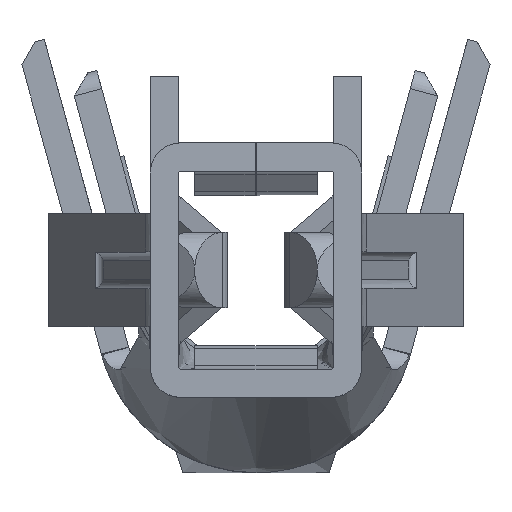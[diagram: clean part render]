
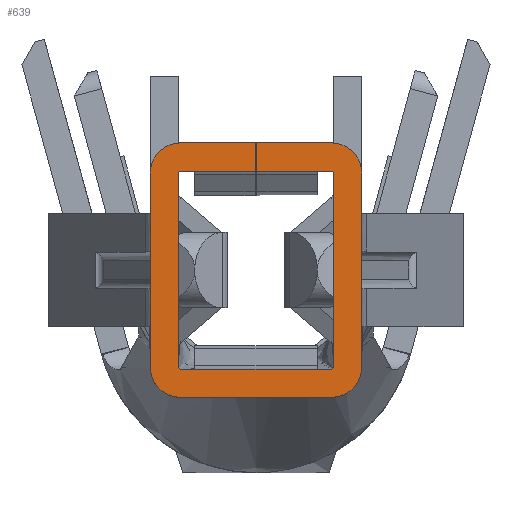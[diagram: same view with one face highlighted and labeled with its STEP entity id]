
A CAD part, front view. The second image highlights one B-rep face of the part: STEP entity #639.
In plain terms, the highlighted planar face has unit normal (0, -1, 0).
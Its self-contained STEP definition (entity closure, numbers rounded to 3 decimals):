
#639 = ADVANCED_FACE( '', ( #1398 ), #1399, .T. );
#1398 = FACE_OUTER_BOUND( '', #2716, .T. );
#1399 = PLANE( '', #2717 );
#2716 = EDGE_LOOP( '', ( #5297, #5298, #5299, #5300, #5301, #5302, #5303, #5304, #5305, #5306, #5307, #5308, #5309, #5310, #5311, #5312, #5313, #5314, #5315, #5316 ) );
#2717 = AXIS2_PLACEMENT_3D( '', #5317, #5318, #5319 );
#5297 = ORIENTED_EDGE( '', *, *, #7312, .T. );
#5298 = ORIENTED_EDGE( '', *, *, #7383, .T. );
#5299 = ORIENTED_EDGE( '', *, *, #7384, .T. );
#5300 = ORIENTED_EDGE( '', *, *, #7344, .T. );
#5301 = ORIENTED_EDGE( '', *, *, #7123, .T. );
#5302 = ORIENTED_EDGE( '', *, *, #7385, .T. );
#5303 = ORIENTED_EDGE( '', *, *, #7386, .T. );
#5304 = ORIENTED_EDGE( '', *, *, #7387, .T. );
#5305 = ORIENTED_EDGE( '', *, *, #7016, .T. );
#5306 = ORIENTED_EDGE( '', *, *, #7388, .F. );
#5307 = ORIENTED_EDGE( '', *, *, #7389, .F. );
#5308 = ORIENTED_EDGE( '', *, *, #6640, .F. );
#5309 = ORIENTED_EDGE( '', *, *, #6645, .F. );
#5310 = ORIENTED_EDGE( '', *, *, #7390, .F. );
#5311 = ORIENTED_EDGE( '', *, *, #7391, .F. );
#5312 = ORIENTED_EDGE( '', *, *, #7147, .F. );
#5313 = ORIENTED_EDGE( '', *, *, #7109, .F. );
#5314 = ORIENTED_EDGE( '', *, *, #6964, .F. );
#5315 = ORIENTED_EDGE( '', *, *, #7392, .F. );
#5316 = ORIENTED_EDGE( '', *, *, #7393, .T. );
#5317 = CARTESIAN_POINT( '', ( 0.005, 0., 0.675 ) );
#5318 = DIRECTION( '', ( 0., -1., 0. ) );
#5319 = DIRECTION( '', ( 1., 0., 0. ) );
#6640 = EDGE_CURVE( '', #7761, #7763, #7764, .F. );
#6645 = EDGE_CURVE( '', #7769, #7761, #7771, .T. );
#6964 = EDGE_CURVE( '', #8320, #8313, #8322, .F. );
#7016 = EDGE_CURVE( '', #8407, #8405, #8408, .T. );
#7109 = EDGE_CURVE( '', #8313, #8545, #8549, .T. );
#7123 = EDGE_CURVE( '', #8571, #8569, #8572, .T. );
#7147 = EDGE_CURVE( '', #8545, #8605, #8606, .F. );
#7312 = EDGE_CURVE( '', #8844, #8842, #8845, .T. );
#7344 = EDGE_CURVE( '', #8887, #8571, #8888, .T. );
#7383 = EDGE_CURVE( '', #8842, #8940, #8941, .T. );
#7384 = EDGE_CURVE( '', #8940, #8887, #8942, .T. );
#7385 = EDGE_CURVE( '', #8569, #8943, #8944, .T. );
#7386 = EDGE_CURVE( '', #8943, #8945, #8946, .T. );
#7387 = EDGE_CURVE( '', #8945, #8407, #8947, .T. );
#7388 = EDGE_CURVE( '', #8948, #8405, #8949, .T. );
#7389 = EDGE_CURVE( '', #7763, #8948, #8950, .T. );
#7390 = EDGE_CURVE( '', #8951, #7769, #8952, .F. );
#7391 = EDGE_CURVE( '', #8605, #8951, #8953, .T. );
#7392 = EDGE_CURVE( '', #8954, #8320, #8955, .T. );
#7393 = EDGE_CURVE( '', #8954, #8844, #8956, .T. );
#7761 = VERTEX_POINT( '', #9403 );
#7763 = VERTEX_POINT( '', #9406 );
#7764 = CIRCLE( '', #9407, 0.16 );
#7769 = VERTEX_POINT( '', #9414 );
#7771 = LINE( '', #9417, #9418 );
#8313 = VERTEX_POINT( '', #10478 );
#8320 = VERTEX_POINT( '', #10489 );
#8322 = CIRCLE( '', #10492, 0.16 );
#8405 = VERTEX_POINT( '', #10613 );
#8407 = VERTEX_POINT( '', #10616 );
#8408 = LINE( '', #10617, #10618 );
#8545 = VERTEX_POINT( '', #10859 );
#8549 = LINE( '', #10865, #10866 );
#8569 = VERTEX_POINT( '', #10904 );
#8571 = VERTEX_POINT( '', #10907 );
#8572 = LINE( '', #10908, #10909 );
#8605 = VERTEX_POINT( '', #10954 );
#8606 = CIRCLE( '', #10955, 0.16 );
#8842 = VERTEX_POINT( '', #11394 );
#8844 = VERTEX_POINT( '', #11397 );
#8845 = LINE( '', #11398, #11399 );
#8887 = VERTEX_POINT( '', #11475 );
#8888 = CIRCLE( '', #11476, 0.01 );
#8940 = VERTEX_POINT( '', #11556 );
#8941 = CIRCLE( '', #11557, 0.01 );
#8942 = LINE( '', #11558, #11559 );
#8943 = VERTEX_POINT( '', #11560 );
#8944 = CIRCLE( '', #11561, 0.01 );
#8945 = VERTEX_POINT( '', #11562 );
#8946 = LINE( '', #11563, #11564 );
#8947 = CIRCLE( '', #11565, 0.01 );
#8948 = VERTEX_POINT( '', #11566 );
#8949 = LINE( '', #11567, #11568 );
#8950 = LINE( '', #11569, #11570 );
#8951 = VERTEX_POINT( '', #11571 );
#8952 = CIRCLE( '', #11572, 0.16 );
#8953 = LINE( '', #11573, #11574 );
#8954 = VERTEX_POINT( '', #11575 );
#8955 = LINE( '', #11576, #11577 );
#8956 = LINE( '', #11578, #11579 );
#9403 = CARTESIAN_POINT( '', ( -0.56, 0., 0.515 ) );
#9406 = CARTESIAN_POINT( '', ( -0.4, 0., 0.675 ) );
#9407 = AXIS2_PLACEMENT_3D( '', #12191, #12192, #12193 );
#9414 = CARTESIAN_POINT( '', ( -0.56, 0., -0.515 ) );
#9417 = CARTESIAN_POINT( '', ( -0.56, 0., -0.675 ) );
#9418 = VECTOR( '', #12197, 1000. );
#10478 = CARTESIAN_POINT( '', ( 0.56, 0., 0.515 ) );
#10489 = CARTESIAN_POINT( '', ( 0.4, 0., 0.675 ) );
#10492 = AXIS2_PLACEMENT_3D( '', #12506, #12507, #12508 );
#10613 = CARTESIAN_POINT( '', ( -0.005, 0., 0.525 ) );
#10616 = CARTESIAN_POINT( '', ( -0.4, 0., 0.525 ) );
#10617 = CARTESIAN_POINT( '', ( -0.56, 0., 0.525 ) );
#10618 = VECTOR( '', #12557, 1000. );
#10859 = CARTESIAN_POINT( '', ( 0.56, 0., -0.515 ) );
#10865 = CARTESIAN_POINT( '', ( 0.56, 0., 0.675 ) );
#10866 = VECTOR( '', #12648, 1000. );
#10904 = CARTESIAN_POINT( '', ( -0.4, 0., -0.525 ) );
#10907 = CARTESIAN_POINT( '', ( 0.4, 0., -0.525 ) );
#10908 = CARTESIAN_POINT( '', ( 0.56, 0., -0.525 ) );
#10909 = VECTOR( '', #12656, 1000. );
#10954 = CARTESIAN_POINT( '', ( 0.4, 0., -0.675 ) );
#10955 = AXIS2_PLACEMENT_3D( '', #12684, #12685, #12686 );
#11394 = CARTESIAN_POINT( '', ( 0.4, 0., 0.525 ) );
#11397 = CARTESIAN_POINT( '', ( 0.005, 0., 0.525 ) );
#11398 = CARTESIAN_POINT( '', ( 0.005, 0., 0.525 ) );
#11399 = VECTOR( '', #12857, 1000. );
#11475 = CARTESIAN_POINT( '', ( 0.41, 0., -0.515 ) );
#11476 = AXIS2_PLACEMENT_3D( '', #12884, #12885, #12886 );
#11556 = CARTESIAN_POINT( '', ( 0.41, 0., 0.515 ) );
#11557 = AXIS2_PLACEMENT_3D( '', #12927, #12928, #12929 );
#11558 = CARTESIAN_POINT( '', ( 0.41, 0., 0.675 ) );
#11559 = VECTOR( '', #12930, 1000. );
#11560 = CARTESIAN_POINT( '', ( -0.41, 0., -0.515 ) );
#11561 = AXIS2_PLACEMENT_3D( '', #12931, #12932, #12933 );
#11562 = CARTESIAN_POINT( '', ( -0.41, 0., 0.515 ) );
#11563 = CARTESIAN_POINT( '', ( -0.41, 0., -0.675 ) );
#11564 = VECTOR( '', #12934, 1000. );
#11565 = AXIS2_PLACEMENT_3D( '', #12935, #12936, #12937 );
#11566 = CARTESIAN_POINT( '', ( -0.005, 0., 0.675 ) );
#11567 = CARTESIAN_POINT( '', ( -0.005, 0., 0.675 ) );
#11568 = VECTOR( '', #12938, 1000. );
#11569 = CARTESIAN_POINT( '', ( -0.56, 0., 0.675 ) );
#11570 = VECTOR( '', #12939, 1000. );
#11571 = CARTESIAN_POINT( '', ( -0.4, 0., -0.675 ) );
#11572 = AXIS2_PLACEMENT_3D( '', #12940, #12941, #12942 );
#11573 = CARTESIAN_POINT( '', ( 0.56, 0., -0.675 ) );
#11574 = VECTOR( '', #12943, 1000. );
#11575 = CARTESIAN_POINT( '', ( 0.005, 0., 0.675 ) );
#11576 = CARTESIAN_POINT( '', ( 0.005, 0., 0.675 ) );
#11577 = VECTOR( '', #12944, 1000. );
#11578 = CARTESIAN_POINT( '', ( 0.005, 0., 0.675 ) );
#11579 = VECTOR( '', #12945, 1000. );
#12191 = CARTESIAN_POINT( '', ( -0.4, 0., 0.515 ) );
#12192 = DIRECTION( '', ( 0., -1., 0. ) );
#12193 = DIRECTION( '', ( 0., 0., -1. ) );
#12197 = DIRECTION( '', ( 0., 0., 1. ) );
#12506 = CARTESIAN_POINT( '', ( 0.4, 0., 0.515 ) );
#12507 = DIRECTION( '', ( 0., -1., 0. ) );
#12508 = DIRECTION( '', ( 0., 0., -1. ) );
#12557 = DIRECTION( '', ( 1., 0., 0. ) );
#12648 = DIRECTION( '', ( 0., 0., -1. ) );
#12656 = DIRECTION( '', ( -1., 0., 0. ) );
#12684 = CARTESIAN_POINT( '', ( 0.4, 0., -0.515 ) );
#12685 = DIRECTION( '', ( 0., -1., 0. ) );
#12686 = DIRECTION( '', ( 0., 0., -1. ) );
#12857 = DIRECTION( '', ( 1., 0., 0. ) );
#12884 = CARTESIAN_POINT( '', ( 0.4, 0., -0.515 ) );
#12885 = DIRECTION( '', ( 0., 1., 0. ) );
#12886 = DIRECTION( '', ( 0., 0., 1. ) );
#12927 = CARTESIAN_POINT( '', ( 0.4, 0., 0.515 ) );
#12928 = DIRECTION( '', ( 0., 1., 0. ) );
#12929 = DIRECTION( '', ( 0., 0., 1. ) );
#12930 = DIRECTION( '', ( 0., 0., -1. ) );
#12931 = CARTESIAN_POINT( '', ( -0.4, 0., -0.515 ) );
#12932 = DIRECTION( '', ( 0., 1., 0. ) );
#12933 = DIRECTION( '', ( 0., 0., 1. ) );
#12934 = DIRECTION( '', ( 0., 0., 1. ) );
#12935 = CARTESIAN_POINT( '', ( -0.4, 0., 0.515 ) );
#12936 = DIRECTION( '', ( 0., 1., 0. ) );
#12937 = DIRECTION( '', ( 0., 0., 1. ) );
#12938 = DIRECTION( '', ( 0., 0., -1. ) );
#12939 = DIRECTION( '', ( 1., 0., 0. ) );
#12940 = CARTESIAN_POINT( '', ( -0.4, 0., -0.515 ) );
#12941 = DIRECTION( '', ( 0., -1., 0. ) );
#12942 = DIRECTION( '', ( 0., 0., -1. ) );
#12943 = DIRECTION( '', ( -1., 0., 0. ) );
#12944 = DIRECTION( '', ( 1., 0., 0. ) );
#12945 = DIRECTION( '', ( 0., 0., -1. ) );
